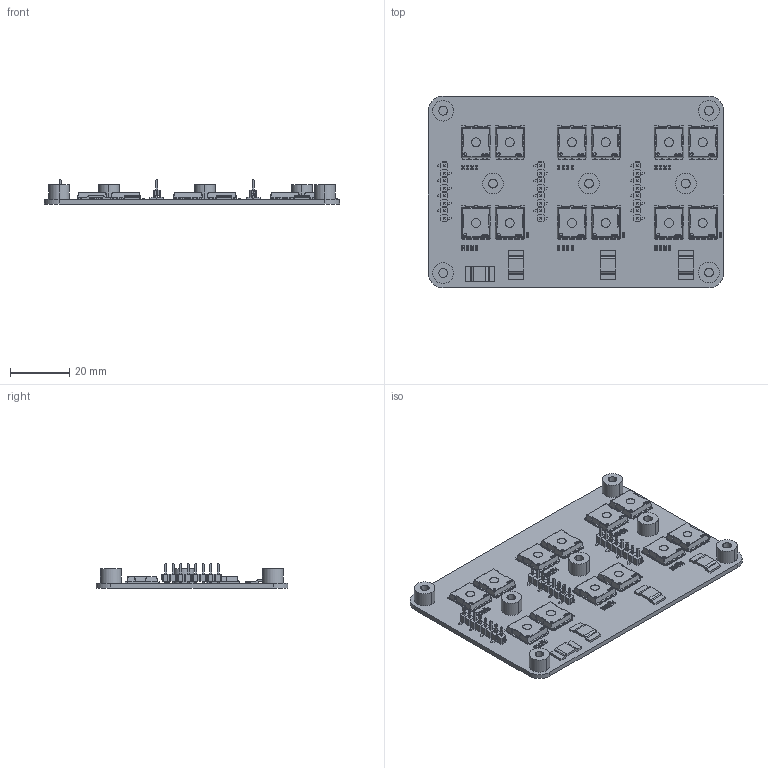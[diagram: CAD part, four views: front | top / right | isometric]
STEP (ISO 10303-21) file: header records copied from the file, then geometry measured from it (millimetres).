
FILE_DESCRIPTION(('Open CASCADE Model'),'2;1');
FILE_NAME('Open CASCADE Shape Model','2025-10-22T17:46:41',('Author'),( 'Open CASCADE'),'Open CASCADE STEP processor 7.5','Open CASCADE 7.5' ,'Unknown');
FILE_SCHEMA(('AUTOMOTIVE_DESIGN { 1 0 10303 214 1 1 1 1 }'));
Length unit declared in the file: millimetre
Products named in the file (67): PCB; Board; Open CASCADE STEP translator 7.5 2.1.1; Q12; TOLL-8_L10.4-W9.9-P1.20-LS11.7-BL_2~TOLL-8_L10.4-W9.9-P1.20-LS11.7-BL_
2~LBb8; Q11; Q10; Q9; Q8; Q7; Q6; Q5; Q4; Q3; Q2; Q1; SP9; M3x7x5; SP7; SP5; SP4; SP3; SP2; SP1; R25; R3920~R3920~LBb8; R24; Resistor; R_0603-HP_1_ASM_1_ASM; R_0603_AF0_ASM_1_ASM; _2_1_20001_1; _7_1_AF0_1; 5_1_200_1; R23; R22; R21; R20; R19; R18; R17 ...
Assembly tree (113 placements, depth 6):
  PCB
    Board
      Open CASCADE STEP translator 7.5 2.1.1
    Q12
      TOLL-8_L10.4-W9.9-P1.20-LS11.7-BL_2~TOLL-8_L10.4-W9.9-P1.20-LS11.7-BL_
2~LBb8
    Q11
      TOLL-8_L10.4-W9.9-P1.20-LS11.7-BL_2~TOLL-8_L10.4-W9.9-P1.20-LS11.7-BL_
2~LBb8
    Q10
      TOLL-8_L10.4-W9.9-P1.20-LS11.7-BL_2~TOLL-8_L10.4-W9.9-P1.20-LS11.7-BL_
2~LBb8
    Q9
      TOLL-8_L10.4-W9.9-P1.20-LS11.7-BL_2~TOLL-8_L10.4-W9.9-P1.20-LS11.7-BL_
2~LBb8
    Q8
      TOLL-8_L10.4-W9.9-P1.20-LS11.7-BL_2~TOLL-8_L10.4-W9.9-P1.20-LS11.7-BL_
2~LBb8
    Q7
      TOLL-8_L10.4-W9.9-P1.20-LS11.7-BL_2~TOLL-8_L10.4-W9.9-P1.20-LS11.7-BL_
2~LBb8
    Q6
      TOLL-8_L10.4-W9.9-P1.20-LS11.7-BL_2~TOLL-8_L10.4-W9.9-P1.20-LS11.7-BL_
2~LBb8
    Q5
      TOLL-8_L10.4-W9.9-P1.20-LS11.7-BL_2~TOLL-8_L10.4-W9.9-P1.20-LS11.7-BL_
2~LBb8
    Q4
      TOLL-8_L10.4-W9.9-P1.20-LS11.7-BL_2~TOLL-8_L10.4-W9.9-P1.20-LS11.7-BL_
2~LBb8
    Q3
      TOLL-8_L10.4-W9.9-P1.20-LS11.7-BL_2~TOLL-8_L10.4-W9.9-P1.20-LS11.7-BL_
2~LBb8
    Q2
      TOLL-8_L10.4-W9.9-P1.20-LS11.7-BL_2~TOLL-8_L10.4-W9.9-P1.20-LS11.7-BL_
2~LBb8
    Q1
      TOLL-8_L10.4-W9.9-P1.20-LS11.7-BL_2~TOLL-8_L10.4-W9.9-P1.20-LS11.7-BL_
2~LBb8
    SP9
      M3x7x5
    SP7
      M3x7x5
    SP5
      M3x7x5
    SP4
      M3x7x5
    SP3
      M3x7x5
    SP2
      M3x7x5
    SP1
      M3x7x5
    R25
      R3920~R3920~LBb8
    R24
      Resistor
        R_0603-HP_1_ASM_1_ASM
          R_0603_AF0_ASM_1_ASM
            _2_1_20001_1
            _7_1_AF0_1
            5_1_200_1
    R23
      Resistor
        R_0603-HP_1_ASM_1_ASM
          R_0603_AF0_ASM_1_ASM
            _2_1_20001_1
            _7_1_AF0_1
            5_1_200_1
    R22
      R3920~R3920~LBb8
    R21
Bounding box: 99.97 x 64.97 x 8.18 mm (x, y, z)
Volume: 14604.5 mm3; surface area: 20515.1 mm2
Topology: 96 solids, 96 shells, 18241 faces, 48819 edges, 32042 vertices
Faces by surface type: plane 12743, extrusion 3210, bspline 1512, cylinder 632, sphere 144
Entity records: 70127 total; most frequent: CARTESIAN_POINT 16126, ORIENTED_EDGE 9828, DIRECTION 7412, EDGE_CURVE 4914, VECTOR 4030, LINE 3810, VERTEX_POINT 3198, FACE_BOUND 1998
